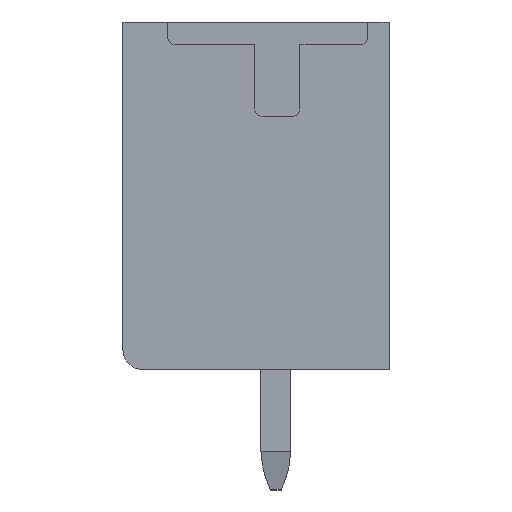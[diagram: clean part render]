
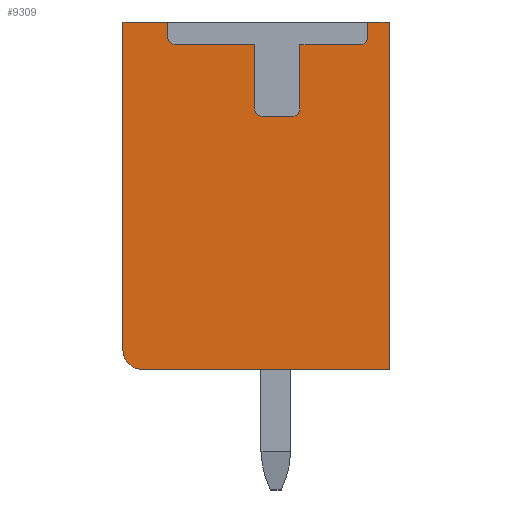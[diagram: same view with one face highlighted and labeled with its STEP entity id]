
A CAD part, left-side view. The second image highlights one B-rep face of the part: STEP entity #9309.
In plain terms, the highlighted planar face has unit normal (-1, 0, 0).
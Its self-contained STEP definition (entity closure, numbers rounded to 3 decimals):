
#8124=AXIS2_PLACEMENT_3D('Circle Axis2P3D',#8122,#8123,$) ;
#8306=AXIS2_PLACEMENT_3D('Circle Axis2P3D',#8304,#8305,$) ;
#8354=AXIS2_PLACEMENT_3D('Circle Axis2P3D',#8352,#8353,$) ;
#8421=AXIS2_PLACEMENT_3D('Circle Axis2P3D',#8419,#8420,$) ;
#9283=AXIS2_PLACEMENT_3D('Plane Axis2P3D',#9280,#9281,#9282) ;
#9287=AXIS2_PLACEMENT_3D('Circle Axis2P3D',#9285,#9286,$) ;
#388=CARTESIAN_POINT('Vertex',(0.3,0.,12.4)) ;
#391=CARTESIAN_POINT('Line Origine',(0.3,0.,7.8)) ;
#395=CARTESIAN_POINT('Vertex',(0.3,0.,3.2)) ;
#3017=CARTESIAN_POINT('Line Origine',(0.3,3.275,3.2)) ;
#3021=CARTESIAN_POINT('Vertex',(0.3,6.55,3.2)) ;
#4190=CARTESIAN_POINT('Vertex',(0.3,0.56,12.4)) ;
#4195=CARTESIAN_POINT('Line Origine',(0.3,0.28,12.4)) ;
#4239=CARTESIAN_POINT('Vertex',(0.3,7.05,12.4)) ;
#4242=CARTESIAN_POINT('Line Origine',(0.3,6.455,12.4)) ;
#4246=CARTESIAN_POINT('Vertex',(0.3,5.86,12.4)) ;
#8117=CARTESIAN_POINT('Vertex',(0.3,5.86,12.)) ;
#8122=CARTESIAN_POINT('Axis2P3D Location',(0.3,5.66,12.)) ;
#8126=CARTESIAN_POINT('Vertex',(0.3,5.66,11.8)) ;
#8153=CARTESIAN_POINT('Line Origine',(0.3,5.86,12.2)) ;
#8175=CARTESIAN_POINT('Line Origine',(0.3,4.61,11.8)) ;
#8179=CARTESIAN_POINT('Vertex',(0.3,3.56,11.8)) ;
#8280=CARTESIAN_POINT('Line Origine',(0.3,3.56,10.95)) ;
#8284=CARTESIAN_POINT('Vertex',(0.3,3.56,10.1)) ;
#8304=CARTESIAN_POINT('Axis2P3D Location',(0.3,3.36,10.1)) ;
#8308=CARTESIAN_POINT('Vertex',(0.3,3.36,9.9)) ;
#8328=CARTESIAN_POINT('Line Origine',(0.3,2.96,9.9)) ;
#8332=CARTESIAN_POINT('Vertex',(0.3,2.56,9.9)) ;
#8352=CARTESIAN_POINT('Axis2P3D Location',(0.3,2.56,10.1)) ;
#8356=CARTESIAN_POINT('Vertex',(0.3,2.36,10.1)) ;
#8376=CARTESIAN_POINT('Line Origine',(0.3,2.36,10.95)) ;
#8380=CARTESIAN_POINT('Vertex',(0.3,2.36,11.8)) ;
#8395=CARTESIAN_POINT('Line Origine',(0.3,1.56,11.8)) ;
#8399=CARTESIAN_POINT('Vertex',(0.3,0.76,11.8)) ;
#8419=CARTESIAN_POINT('Axis2P3D Location',(0.3,0.76,12.)) ;
#8423=CARTESIAN_POINT('Vertex',(0.3,0.56,12.)) ;
#8443=CARTESIAN_POINT('Line Origine',(0.3,0.56,12.2)) ;
#9265=CARTESIAN_POINT('Vertex',(0.3,7.05,3.7)) ;
#9268=CARTESIAN_POINT('Line Origine',(0.3,7.05,8.05)) ;
#9280=CARTESIAN_POINT('Axis2P3D Location',(0.3,0.,0.)) ;
#9285=CARTESIAN_POINT('Axis2P3D Location',(0.3,6.55,3.7)) ;
#392=DIRECTION('Vector Direction',(0.,0.,-1.)) ;
#3018=DIRECTION('Vector Direction',(0.,1.,0.)) ;
#4196=DIRECTION('Vector Direction',(0.,-1.,0.)) ;
#4243=DIRECTION('Vector Direction',(0.,-1.,0.)) ;
#8123=DIRECTION('Axis2P3D Direction',(-1.,0.,0.)) ;
#8154=DIRECTION('Vector Direction',(0.,0.,1.)) ;
#8176=DIRECTION('Vector Direction',(0.,1.,0.)) ;
#8281=DIRECTION('Vector Direction',(0.,0.,1.)) ;
#8305=DIRECTION('Axis2P3D Direction',(-1.,0.,0.)) ;
#8329=DIRECTION('Vector Direction',(0.,1.,0.)) ;
#8353=DIRECTION('Axis2P3D Direction',(-1.,0.,0.)) ;
#8377=DIRECTION('Vector Direction',(0.,0.,-1.)) ;
#8396=DIRECTION('Vector Direction',(0.,1.,0.)) ;
#8420=DIRECTION('Axis2P3D Direction',(-1.,0.,0.)) ;
#8444=DIRECTION('Vector Direction',(0.,0.,-1.)) ;
#9269=DIRECTION('Vector Direction',(0.,0.,1.)) ;
#9281=DIRECTION('Axis2P3D Direction',(-1.,0.,0.)) ;
#9282=DIRECTION('Axis2P3D XDirection',(0.,-1.,0.)) ;
#9286=DIRECTION('Axis2P3D Direction',(-1.,0.,0.)) ;
#393=VECTOR('Line Direction',#392,1.) ;
#3019=VECTOR('Line Direction',#3018,1.) ;
#4197=VECTOR('Line Direction',#4196,1.) ;
#4244=VECTOR('Line Direction',#4243,1.) ;
#8155=VECTOR('Line Direction',#8154,1.) ;
#8177=VECTOR('Line Direction',#8176,1.) ;
#8282=VECTOR('Line Direction',#8281,1.) ;
#8330=VECTOR('Line Direction',#8329,1.) ;
#8378=VECTOR('Line Direction',#8377,1.) ;
#8397=VECTOR('Line Direction',#8396,1.) ;
#8445=VECTOR('Line Direction',#8444,1.) ;
#9270=VECTOR('Line Direction',#9269,1.) ;
#9291=ORIENTED_EDGE('',*,*,#4248,.T.) ;
#9292=ORIENTED_EDGE('',*,*,#9272,.T.) ;
#9293=ORIENTED_EDGE('',*,*,#9289,.T.) ;
#9294=ORIENTED_EDGE('',*,*,#3023,.T.) ;
#9295=ORIENTED_EDGE('',*,*,#397,.T.) ;
#9296=ORIENTED_EDGE('',*,*,#4199,.T.) ;
#9297=ORIENTED_EDGE('',*,*,#8447,.F.) ;
#9298=ORIENTED_EDGE('',*,*,#8425,.F.) ;
#9299=ORIENTED_EDGE('',*,*,#8401,.F.) ;
#9300=ORIENTED_EDGE('',*,*,#8382,.F.) ;
#9301=ORIENTED_EDGE('',*,*,#8358,.F.) ;
#9302=ORIENTED_EDGE('',*,*,#8334,.F.) ;
#9303=ORIENTED_EDGE('',*,*,#8310,.F.) ;
#9304=ORIENTED_EDGE('',*,*,#8286,.F.) ;
#9305=ORIENTED_EDGE('',*,*,#8181,.F.) ;
#9306=ORIENTED_EDGE('',*,*,#8128,.F.) ;
#9307=ORIENTED_EDGE('',*,*,#8157,.F.) ;
#9309=ADVANCED_FACE('HOUSING',(#9308),#9284,.T.) ;
#8125=CIRCLE('generated circle',#8124,0.2) ;
#8307=CIRCLE('generated circle',#8306,0.2) ;
#8355=CIRCLE('generated circle',#8354,0.2) ;
#8422=CIRCLE('generated circle',#8421,0.2) ;
#9288=CIRCLE('generated circle',#9287,0.5) ;
#397=EDGE_CURVE('',#396,#389,#394,.F.) ;
#3023=EDGE_CURVE('',#3022,#396,#3020,.F.) ;
#4199=EDGE_CURVE('',#389,#4191,#4198,.F.) ;
#4248=EDGE_CURVE('',#4247,#4240,#4245,.F.) ;
#8128=EDGE_CURVE('',#8118,#8127,#8125,.T.) ;
#8157=EDGE_CURVE('',#4247,#8118,#8156,.F.) ;
#8181=EDGE_CURVE('',#8127,#8180,#8178,.F.) ;
#8286=EDGE_CURVE('',#8180,#8285,#8283,.F.) ;
#8310=EDGE_CURVE('',#8285,#8309,#8307,.T.) ;
#8334=EDGE_CURVE('',#8309,#8333,#8331,.F.) ;
#8358=EDGE_CURVE('',#8333,#8357,#8355,.T.) ;
#8382=EDGE_CURVE('',#8357,#8381,#8379,.F.) ;
#8401=EDGE_CURVE('',#8381,#8400,#8398,.F.) ;
#8425=EDGE_CURVE('',#8400,#8424,#8422,.T.) ;
#8447=EDGE_CURVE('',#8424,#4191,#8446,.F.) ;
#9272=EDGE_CURVE('',#4240,#9266,#9271,.F.) ;
#9289=EDGE_CURVE('',#9266,#3022,#9288,.T.) ;
#9290=EDGE_LOOP('',(#9291,#9292,#9293,#9294,#9295,#9296,#9297,#9298,#9299,#9300,#9301,#9302,#9303,#9304,#9305,#9306,#9307)) ;
#9308=FACE_OUTER_BOUND('',#9290,.T.) ;
#394=LINE('Line',#391,#393) ;
#3020=LINE('Line',#3017,#3019) ;
#4198=LINE('Line',#4195,#4197) ;
#4245=LINE('Line',#4242,#4244) ;
#8156=LINE('Line',#8153,#8155) ;
#8178=LINE('Line',#8175,#8177) ;
#8283=LINE('Line',#8280,#8282) ;
#8331=LINE('Line',#8328,#8330) ;
#8379=LINE('Line',#8376,#8378) ;
#8398=LINE('Line',#8395,#8397) ;
#8446=LINE('Line',#8443,#8445) ;
#9271=LINE('Line',#9268,#9270) ;
#9284=PLANE('',#9283) ;
#389=VERTEX_POINT('',#388) ;
#396=VERTEX_POINT('',#395) ;
#3022=VERTEX_POINT('',#3021) ;
#4191=VERTEX_POINT('',#4190) ;
#4240=VERTEX_POINT('',#4239) ;
#4247=VERTEX_POINT('',#4246) ;
#8118=VERTEX_POINT('',#8117) ;
#8127=VERTEX_POINT('',#8126) ;
#8180=VERTEX_POINT('',#8179) ;
#8285=VERTEX_POINT('',#8284) ;
#8309=VERTEX_POINT('',#8308) ;
#8333=VERTEX_POINT('',#8332) ;
#8357=VERTEX_POINT('',#8356) ;
#8381=VERTEX_POINT('',#8380) ;
#8400=VERTEX_POINT('',#8399) ;
#8424=VERTEX_POINT('',#8423) ;
#9266=VERTEX_POINT('',#9265) ;
